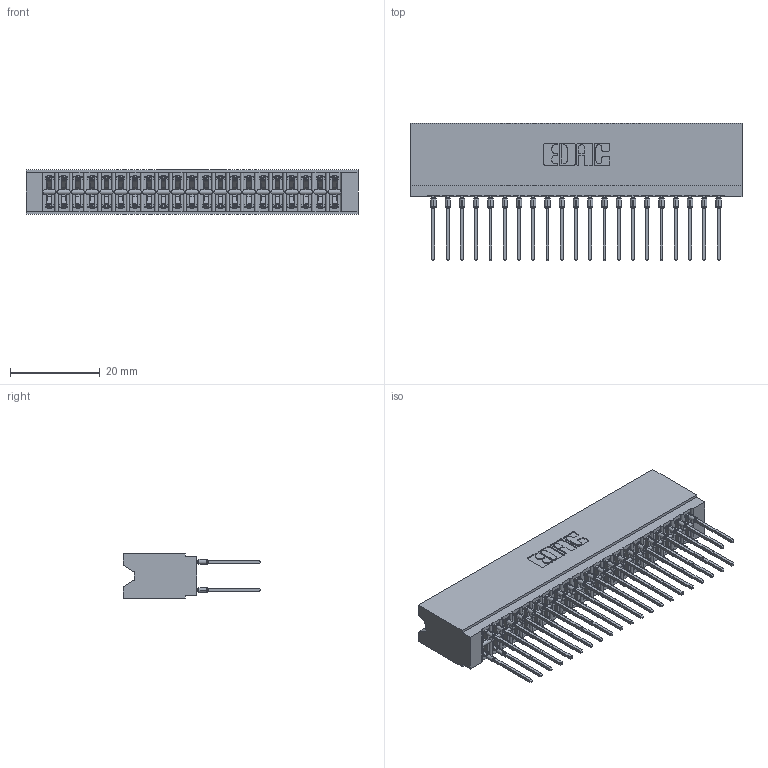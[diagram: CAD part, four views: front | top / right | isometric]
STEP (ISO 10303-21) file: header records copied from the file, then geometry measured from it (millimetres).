
FILE_DESCRIPTION (( 'STEP AP203' ), '1' );
FILE_NAME ('746-042-540-606.STEP', '2026-02-27T14:34:00', ( '' ), ( '' ), 'SwSTEP 2.0', 'SolidWorks 2023', '' );
FILE_SCHEMA (( 'CONFIG_CONTROL_DESIGN' ));
Length unit declared in the file: millimetre
Products named in the file (3): 746 Part_.340 Slot Depth - 06; 746-042-540-606; 746-292-001_540
Assembly tree (43 placements, depth 2):
  746-042-540-606
    746 Part_.340 Slot Depth - 06
    746-292-001_540  x42
Bounding box: 73.91 x 30.59 x 9.91 mm (x, y, z)
Volume: 8726.6 mm3; surface area: 13023.6 mm2
Topology: 43 solids, 43 shells, 3857 faces, 10597 edges, 6748 vertices
Faces by surface type: plane 1988, bspline 840, cylinder 777, torus 252
Entity records: 35387 total; most frequent: CARTESIAN_POINT 7218, ORIENTED_EDGE 6024, DIRECTION 5066, EDGE_CURVE 3012, VECTOR 2618, LINE 2618, VERTEX_POINT 1992, AXIS2_PLACEMENT_3D 1224
